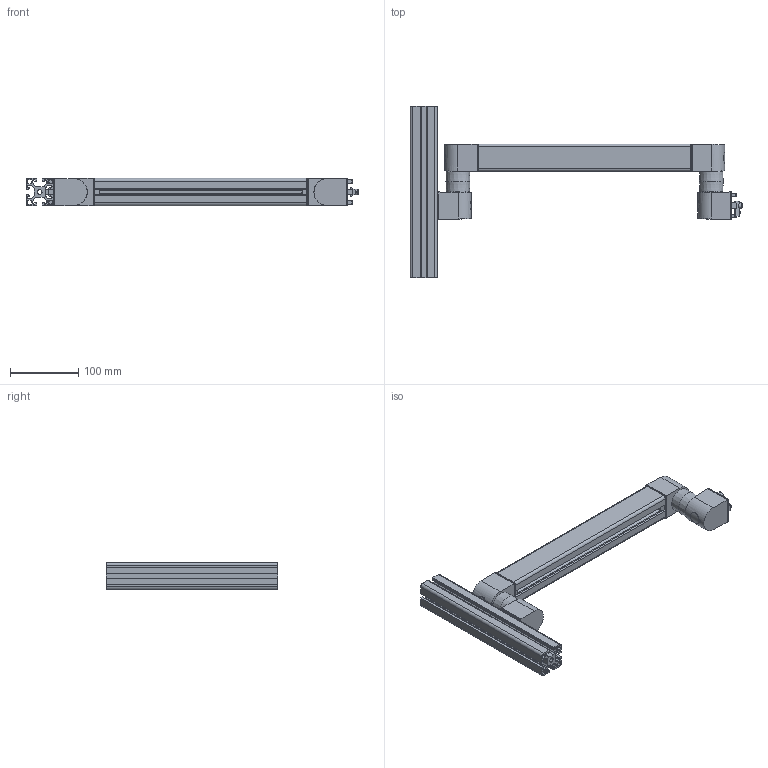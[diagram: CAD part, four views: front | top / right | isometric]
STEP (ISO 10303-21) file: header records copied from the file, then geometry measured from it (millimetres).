
FILE_DESCRIPTION(/* description */ ('STEP AP203'),/* implementation_level */ '2;1');
FILE_NAME(/* name */ '6FG40NL370S40N08(0)(0)(0)',/* time_stamp */ '2024-03-04T13:45:11+01:00',/* author */ ('License CC BY-ND 4.0'),/* organization */ ('CADENAS'),/* preprocessor_version */ 'ST-DEVELOPER v19.3',/* originating_system */ 'PARTsolutions',/* authorisation */ ' ');
FILE_SCHEMA (('CONFIG_CONTROL_DESIGN'));
Length unit declared in the file: millimetre
Products named in the file (5): 6FG40NL370S40N08(0)(0)(0); 6FG40NL370S40N08_profile; 6FG40NL370S40N08_wrist; 6FG40NL370S40N08_pipe; 6FG40NL370S40N08_arm
Assembly tree (8 placements, depth 2):
  6FG40NL370S40N08(0)(0)(0)
    6FG40NL370S40N08_profile
    6FG40NL370S40N08_wrist  x4
    6FG40NL370S40N08_pipe  x2
    6FG40NL370S40N08_arm
Bounding box: 484.8 x 250 x 40 mm (x, y, z)
Volume: 667898.4 mm3; surface area: 316431.7 mm2
Topology: 8 solids, 8 shells, 684 faces, 1864 edges, 1228 vertices
Faces by surface type: plane 372, cylinder 278, torus 16, cone 10, sphere 8
Full cylindrical faces by diameter (mm): 4.8 x4, 6.8 x1, 8 x9, 17.728 x4, 17.828 x4, 28 x4
Entity records: 12115 total; most frequent: CARTESIAN_POINT 2171, DIRECTION 2102, ORIENTED_EDGE 2038, EDGE_CURVE 1019, AXIS2_PLACEMENT_3D 722, VERTEX_POINT 684, LINE 658, VECTOR 658
